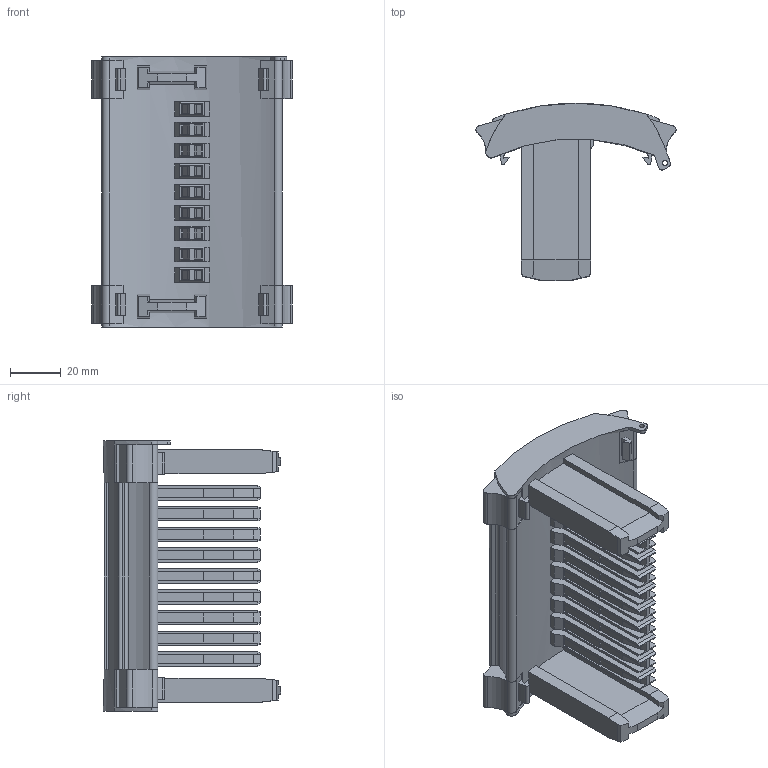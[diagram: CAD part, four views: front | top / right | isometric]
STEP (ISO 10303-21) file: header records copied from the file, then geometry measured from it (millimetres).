
FILE_DESCRIPTION(('Creo Elements/Direct Modeling STEP Export'),'2;1');
FILE_NAME('model.stp','2019-06-05T 2:04:43',(''),(''),'Creo Elements/Direct Modeling STEP processor for AP214 (Solid Model)','Creo Elements/Direct Modeling 20.1A 29-Sep-2018 (C) Parametric Technology GmbH','');
FILE_SCHEMA(('AUTOMOTIVE_DESIGN { 1 0 10303 214 1 1 1 1 }'));
Length unit declared in the file: millimetre
Products named in the file (2): FWP_8_1-select
Assembly tree (1 placements, depth 2):
  FWP_8_1-select
    FWP_8_1-select
Bounding box: 78.55 x 69.5 x 105.95 mm (x, y, z)
Volume: 137212 mm3; surface area: 46550.6 mm2
Topology: 1 solids, 1 shells, 493 faces, 1372 edges, 898 vertices
Faces by surface type: plane 444, cylinder 49
Entity records: 19242 total; most frequent: CARTESIAN_POINT 2799, ORIENTED_EDGE 2744, DIRECTION 2363, EDGE_CURVE 1372, VECTOR 1183, LINE 1183, VERTEX_POINT 898, AXIS2_PLACEMENT_3D 590
